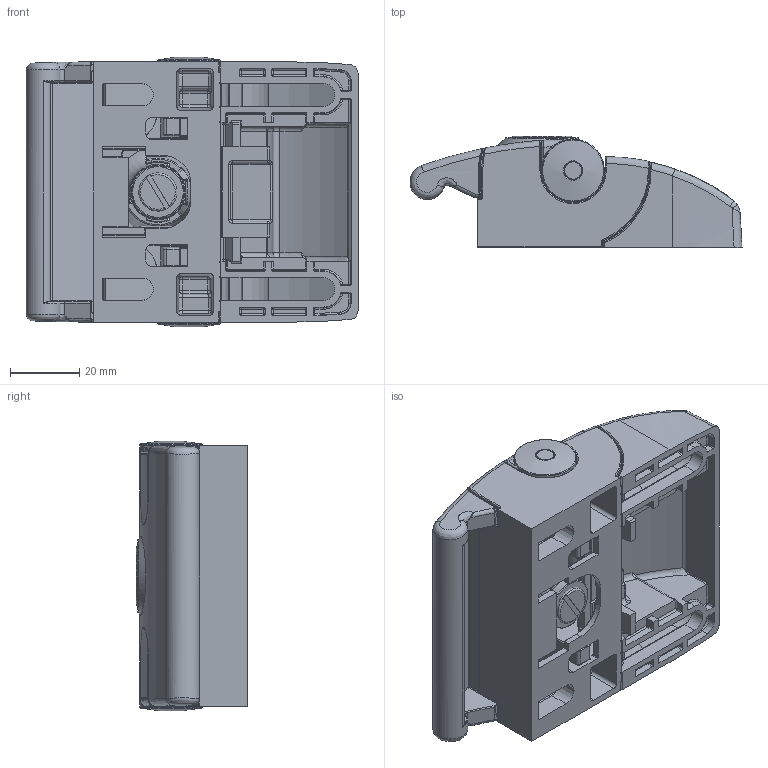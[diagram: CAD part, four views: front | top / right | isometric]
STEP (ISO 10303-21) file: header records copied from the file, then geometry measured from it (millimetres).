
FILE_DESCRIPTION(/* description */ (''),/* implementation_level */ '2;1');
FILE_NAME(/* name */ 'Syskomp 405530301 Türschloss kompakt.stp',/* time_stamp */ '2014-04-22T11:42:50+02:00',/* author */ ('mstrom'),/* organization */ (''),/* preprocessor_version */ 'ST-DEVELOPER v15.2',/* originating_system */ 'Autodesk Inventor 2014',/* authorisation */ '0 mm^3');
FILE_SCHEMA (('AUTOMOTIVE_DESIGN { 1 0 10303 214 3 1 1 }'));
Products named in the file (1): Syskomp 405530301 Türschloss kompakt
Bounding box: 95.68 x 32.13 x 77.81 mm (x, y, z)
Volume: 70332.5 mm3; surface area: 58090.5 mm2
Topology: 12 solids, 12 shells, 2800 faces, 7108 edges, 4117 vertices
Faces by surface type: cylinder 926, plane 915, bspline 549, torus 230, sphere 159, cone 21
Full cylindrical faces by diameter (mm): 1.7 x2, 4.5 x1, 5 x9, 6 x1, 11 x1, 11.9 x1, 13 x1, 15 x1, 16 x1, 17 x1, 18 x2
Entity records: 101176 total; most frequent: CARTESIAN_POINT 37557, ORIENTED_EDGE 13652, DIRECTION 13183, EDGE_CURVE 6826, AXIS2_PLACEMENT_3D 5028, VERTEX_POINT 4097, LINE 3127, VECTOR 3127
